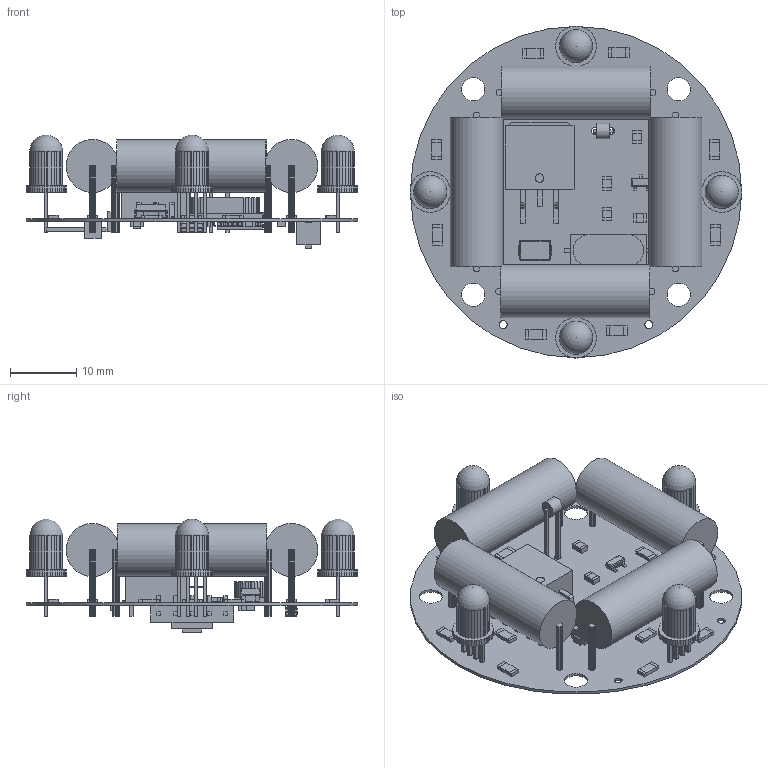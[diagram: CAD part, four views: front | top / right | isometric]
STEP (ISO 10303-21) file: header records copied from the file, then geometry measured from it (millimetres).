
FILE_DESCRIPTION(('Open CASCADE Model'),'2;1');
FILE_NAME('Open CASCADE Shape Model','2019-10-10T11:40:46',('Author'),( 'Open CASCADE'),'Open CASCADE STEP processor 6.8','Open CASCADE 6.8' ,'Unknown');
FILE_SCHEMA(('AUTOMOTIVE_DESIGN { 1 0 10303 214 1 1 1 1 }'));
Length unit declared in the file: millimetre
Products named in the file (140): PCB; Board; D5; 798046272; Body; Open_CASCADE_STEP_translator_6.8_6.1.1; Lead; C6; 758732720; Open_CASCADE_STEP_translator_6.8_4.1.1; R21; 838112208; Extruded; 838112344; R20; R19; R18; 838111936; 838112072; R17; R16; R15; R14; R13; R12; R11; R10; BT1; 758733232; Open_CASCADE_STEP_translator_6.8_25.1.1; Leader; C1; 624317944; 624317808; C2; C3; C4; 624317672; 624317536; C5 ...
Assembly tree (281 placements, depth 5):
  PCB
    Board
    D5
      798046272
        Body
          Open_CASCADE_STEP_translator_6.8_6.1.1
        Lead  x2
    C6
      758732720
        Body
          Open_CASCADE_STEP_translator_6.8_4.1.1
        Lead  x2
    R21
      838112208  x2
        Extruded
      838112344
        Extruded
    R20
      838112208  x2
        Extruded
      838112344
        Extruded
    R19
      838112208  x2
        Extruded
      838112344
        Extruded
    R18
      838111936  x2
        Extruded
      838112072
        Extruded
    R17
      838111936  x2
        Extruded
      838112072
        Extruded
    R16
      838111936  x2
        Extruded
      838112072
        Extruded
    R15
      838112208  x2
        Extruded
      838112344
        Extruded
    R14
      838112208  x2
        Extruded
      838112344
        Extruded
    R13
      838112208  x2
        Extruded
      838112344
        Extruded
    R12
      838111936  x2
        Extruded
Bounding box: 50.1 x 50.1 x 17.16 mm (x, y, z)
Volume: 7279.9 mm3; surface area: 10375.7 mm2
Topology: 191 solids, 193 shells, 2554 faces, 5662 edges, 3454 vertices
Faces by surface type: plane 2161, cylinder 325, sphere 36, bspline 32
Full cylindrical faces by diameter (mm): 0.7 x16, 0.875 x1, 1 x15, 1.2 x2, 1.3 x1, 2.3 x1, 3.5 x4, 8 x4, 50 x1
Entity records: 28448 total; most frequent: CARTESIAN_POINT 6960, DIRECTION 4022, ORIENTED_EDGE 3566, EDGE_CURVE 1784, LINE 1408, VECTOR 1408, AXIS2_PLACEMENT_3D 1307, VERTEX_POINT 1077
